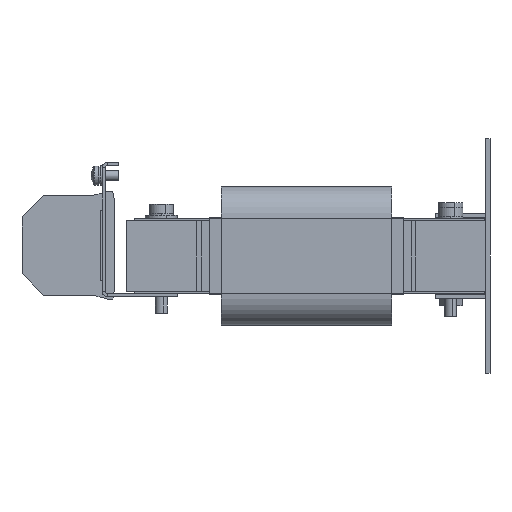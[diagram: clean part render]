
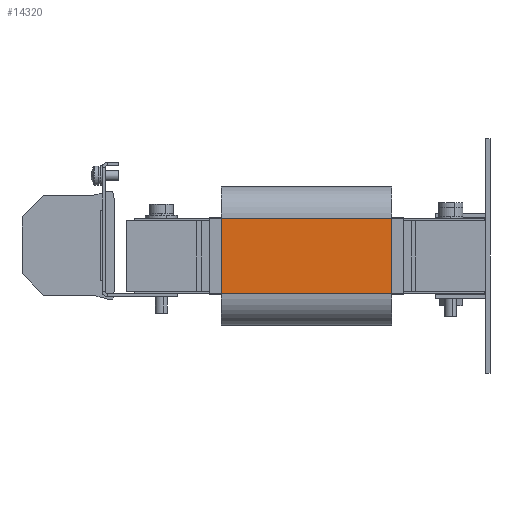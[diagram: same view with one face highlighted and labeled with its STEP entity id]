
A CAD part, left-side view. The second image highlights one B-rep face of the part: STEP entity #14320.
In plain terms, the highlighted planar face has unit normal (-1, 0, 0).
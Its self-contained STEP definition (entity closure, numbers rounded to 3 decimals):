
#126 = CARTESIAN_POINT ( 'NONE',  ( -104., 42.5, 18.75 ) ) ;
#166 = ORIENTED_EDGE ( 'NONE', *, *, #2051, .F. ) ;
#550 = CARTESIAN_POINT ( 'NONE',  ( -104., 42.5, 18.75 ) ) ;
#1893 = LINE ( 'NONE', #6080, #12416 ) ;
#2051 = EDGE_CURVE ( 'Defeature ausgef�hrt6_382+Defeature ausgef�hrt6_377+Defeature ausgef�hrt6_378+Defeature ausgef�hrt6_376', #24912, #23994, #22935, .T. ) ;
#3550 = EDGE_CURVE ( 'Defeature ausgef�hrt6_376+Defeature ausgef�hrt6_377+Defeature ausgef�hrt6_382+Defeature ausgef�hrt6_381', #23994, #16411, #11731, .T. ) ;
#4142 = DIRECTION ( 'NONE',  ( 0., -1., 0. ) ) ;
#4250 = PLANE ( 'NONE',  #7446 ) ;
#4688 = DIRECTION ( 'NONE',  ( 0., -1., 0. ) ) ;
#6080 = CARTESIAN_POINT ( 'NONE',  ( -104., 42.5, -18.75 ) ) ;
#6607 = DIRECTION ( 'NONE',  ( 0., 0., 1. ) ) ;
#7007 = VECTOR ( 'NONE', #6607, 1000. ) ;
#7446 = AXIS2_PLACEMENT_3D ( 'NONE', #126, #21300, #8767 ) ;
#8767 = DIRECTION ( 'NONE',  ( 0., -1., 0. ) ) ;
#11731 = LINE ( 'NONE', #550, #12396 ) ;
#12396 = VECTOR ( 'NONE', #4688, 1000. ) ;
#12416 = VECTOR ( 'NONE', #4142, 1000. ) ;
#12446 = CARTESIAN_POINT ( 'NONE',  ( -104., 42.5, 18.75 ) ) ;
#14320 = ADVANCED_FACE ( 'Defeature ausgef�hrt6_377', ( #27072 ), #4250, .F. ) ;
#14433 = EDGE_LOOP ( 'NONE', ( #20818, #19127, #166, #22309 ) ) ;
#14845 = VERTEX_POINT ( 'NONE', #23408 ) ;
#15226 = LINE ( 'NONE', #16917, #7007 ) ;
#15390 = CARTESIAN_POINT ( 'NONE',  ( -104., 42.5, -18.75 ) ) ;
#16411 = VERTEX_POINT ( 'NONE', #19125 ) ;
#16917 = CARTESIAN_POINT ( 'NONE',  ( -104., -42.5, 18.75 ) ) ;
#19125 = CARTESIAN_POINT ( 'NONE',  ( -104., -42.5, 18.75 ) ) ;
#19127 = ORIENTED_EDGE ( 'NONE', *, *, #3550, .F. ) ;
#19205 = DIRECTION ( 'NONE',  ( 0., 0., 1. ) ) ;
#19571 = CARTESIAN_POINT ( 'NONE',  ( -104., 42.5, 18.75 ) ) ;
#20818 = ORIENTED_EDGE ( 'NONE', *, *, #21024, .T. ) ;
#21024 = EDGE_CURVE ( 'Defeature ausgef�hrt6_377+Defeature ausgef�hrt6_381+Defeature ausgef�hrt6_378+Defeature ausgef�hrt6_376', #14845, #16411, #15226, .T. ) ;
#21300 = DIRECTION ( 'NONE',  ( 1., 0., 0. ) ) ;
#22309 = ORIENTED_EDGE ( 'NONE', *, *, #25361, .T. ) ;
#22935 = LINE ( 'NONE', #12446, #23280 ) ;
#23280 = VECTOR ( 'NONE', #19205, 1000. ) ;
#23408 = CARTESIAN_POINT ( 'NONE',  ( -104., -42.5, -18.75 ) ) ;
#23994 = VERTEX_POINT ( 'NONE', #19571 ) ;
#24912 = VERTEX_POINT ( 'NONE', #15390 ) ;
#25361 = EDGE_CURVE ( 'Defeature ausgef�hrt6_377+Defeature ausgef�hrt6_378+Defeature ausgef�hrt6_382+Defeature ausgef�hrt6_381', #24912, #14845, #1893, .T. ) ;
#27072 = FACE_OUTER_BOUND ( 'NONE', #14433, .T. ) ;
